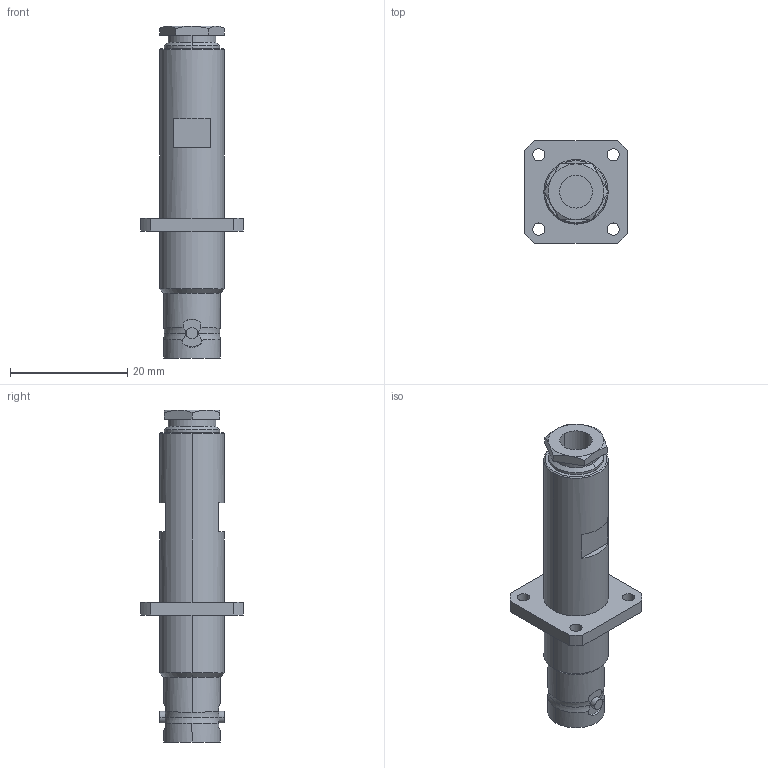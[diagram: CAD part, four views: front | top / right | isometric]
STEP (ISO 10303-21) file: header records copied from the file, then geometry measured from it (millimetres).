
FILE_DESCRIPTION (( 'STEP AP203' ), '1' );
FILE_NAME ('R317.255.000F.STEP', '2016-02-12T07:27:56', ( '' ), ( '' ), 'SwSTEP 2.0', 'SolidWorks 2014', '' );
FILE_SCHEMA (( 'CONFIG_CONTROL_DESIGN' ));
Length unit declared in the file: metre
Products named in the file (1): R317.255.000F
Bounding box: 17.5 x 17.5 x 56.75 mm (x, y, z)
Volume: 4697.5 mm3; surface area: 3669.1 mm2
Topology: 1 solids, 1 shells, 102 faces, 238 edges, 152 vertices
Faces by surface type: cylinder 40, plane 36, cone 22, torus 4
Entity records: 3249 total; most frequent: CARTESIAN_POINT 799, DIRECTION 508, ORIENTED_EDGE 476, EDGE_CURVE 238, AXIS2_PLACEMENT_3D 203, VERTEX_POINT 152, EDGE_LOOP 124, FACE_OUTER_BOUND 102
